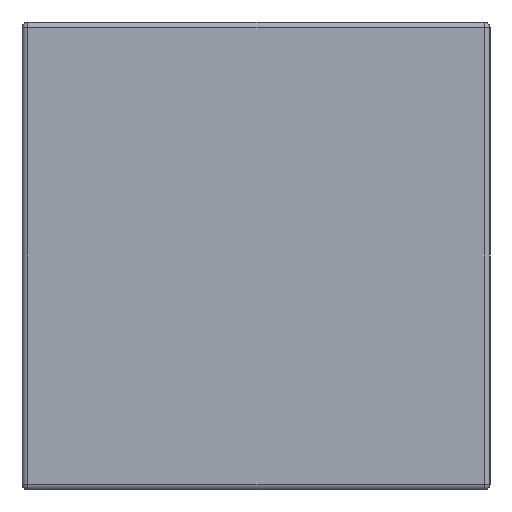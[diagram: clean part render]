
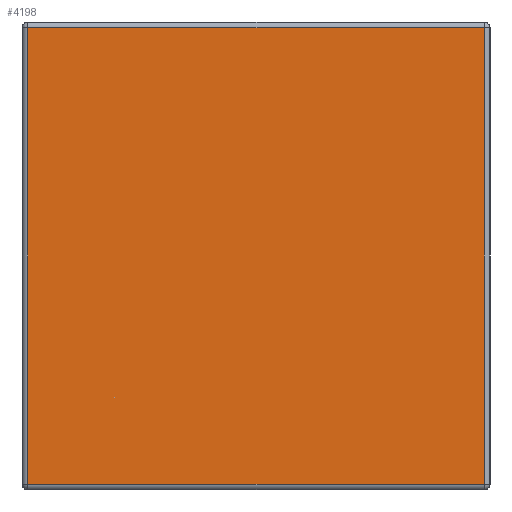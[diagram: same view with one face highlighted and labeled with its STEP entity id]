
A CAD part, left-side view. The second image highlights one B-rep face of the part: STEP entity #4198.
In plain terms, the highlighted planar face has unit normal (-1, 0, 0).
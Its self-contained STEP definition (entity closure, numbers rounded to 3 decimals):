
#216 = AXIS2_PLACEMENT_3D ( 'NONE', #533, #4158, #573 ) ;
#323 = LINE ( 'NONE', #4099, #3633 ) ;
#361 = VERTEX_POINT ( 'NONE', #885 ) ;
#533 = CARTESIAN_POINT ( 'NONE',  ( -0.8, 0.8, -0.4 ) ) ;
#573 = DIRECTION ( 'NONE',  ( 0., 0., -1. ) ) ;
#672 = DIRECTION ( 'NONE',  ( 0., 0., 1. ) ) ;
#851 = EDGE_CURVE ( 'NONE', #361, #1904, #2244, .T. ) ;
#885 = CARTESIAN_POINT ( 'NONE',  ( -0.8, 0.01, -0.39 ) ) ;
#922 = CARTESIAN_POINT ( 'NONE',  ( -0.8, 0.01, 0.39 ) ) ;
#1328 = VECTOR ( 'NONE', #672, 1000. ) ;
#1904 = VERTEX_POINT ( 'NONE', #922 ) ;
#2031 = CARTESIAN_POINT ( 'NONE',  ( -0.8, 0.79, -0.39 ) ) ;
#2102 = EDGE_CURVE ( 'NONE', #5543, #361, #323, .T. ) ;
#2244 = LINE ( 'NONE', #6275, #1328 ) ;
#2428 = FACE_OUTER_BOUND ( 'NONE', #3194, .T. ) ;
#2785 = DIRECTION ( 'NONE',  ( 0., 1., 0. ) ) ;
#3040 = LINE ( 'NONE', #5877, #3847 ) ;
#3194 = EDGE_LOOP ( 'NONE', ( #4353, #4544, #5156, #4430 ) ) ;
#3324 = CARTESIAN_POINT ( 'NONE',  ( -0.8, 0.79, 0.39 ) ) ;
#3633 = VECTOR ( 'NONE', #6143, 1000. ) ;
#3847 = VECTOR ( 'NONE', #2785, 1000. ) ;
#4099 = CARTESIAN_POINT ( 'NONE',  ( -0.8, 0.8, -0.39 ) ) ;
#4158 = DIRECTION ( 'NONE',  ( 1., 0., 0. ) ) ;
#4198 = ADVANCED_FACE ( 'NONE', ( #2428 ), #5160, .F. ) ;
#4299 = CARTESIAN_POINT ( 'NONE',  ( -0.8, 0.79, -0.4 ) ) ;
#4330 = EDGE_CURVE ( 'NONE', #5679, #5543, #4531, .T. ) ;
#4353 = ORIENTED_EDGE ( 'NONE', *, *, #2102, .T. ) ;
#4430 = ORIENTED_EDGE ( 'NONE', *, *, #4330, .T. ) ;
#4531 = LINE ( 'NONE', #4299, #5922 ) ;
#4544 = ORIENTED_EDGE ( 'NONE', *, *, #851, .T. ) ;
#5156 = ORIENTED_EDGE ( 'NONE', *, *, #6033, .T. ) ;
#5160 = PLANE ( 'NONE',  #216 ) ;
#5543 = VERTEX_POINT ( 'NONE', #2031 ) ;
#5679 = VERTEX_POINT ( 'NONE', #3324 ) ;
#5877 = CARTESIAN_POINT ( 'NONE',  ( -0.8, 0.8, 0.39 ) ) ;
#5916 = DIRECTION ( 'NONE',  ( 0., 0., -1. ) ) ;
#5922 = VECTOR ( 'NONE', #5916, 1000. ) ;
#6033 = EDGE_CURVE ( 'NONE', #1904, #5679, #3040, .T. ) ;
#6143 = DIRECTION ( 'NONE',  ( 0., -1., 0. ) ) ;
#6275 = CARTESIAN_POINT ( 'NONE',  ( -0.8, 0.01, -0.4 ) ) ;
